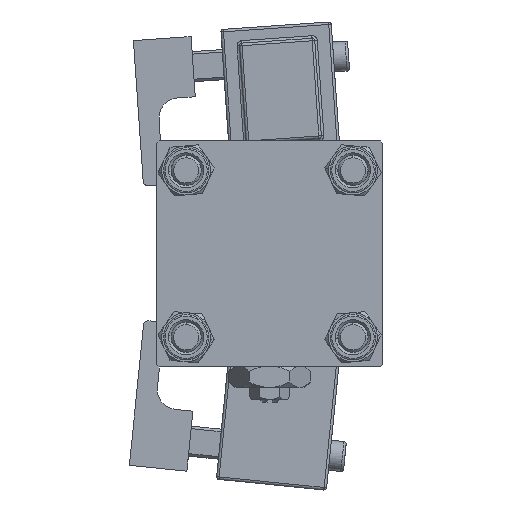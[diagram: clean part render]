
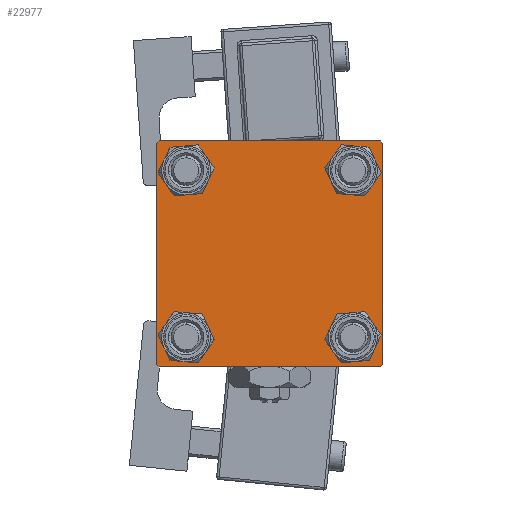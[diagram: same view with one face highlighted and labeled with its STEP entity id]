
A CAD part, left-side view. The second image highlights one B-rep face of the part: STEP entity #22977.
In plain terms, the highlighted planar face has unit normal (-1, 0, 0).
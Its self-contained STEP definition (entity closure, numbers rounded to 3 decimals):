
#1878 = VERTEX_POINT ( 'NONE', #60933 ) ;
#2633 = AXIS2_PLACEMENT_3D ( 'NONE', #6144, #31011, #39766 ) ;
#2690 = EDGE_LOOP ( 'NONE', ( #9804, #56493 ) ) ;
#3428 = AXIS2_PLACEMENT_3D ( 'NONE', #11411, #20142, #5929 ) ;
#3620 = DIRECTION ( 'NONE',  ( 0., -0.707, -0.707 ) ) ;
#4878 = EDGE_CURVE ( 'NONE', #31884, #57212, #14088, .T. ) ;
#5360 = VERTEX_POINT ( 'NONE', #27595 ) ;
#5621 = LINE ( 'NONE', #31443, #36544 ) ;
#5678 = DIRECTION ( 'NONE',  ( 0., 0.707, 0.707 ) ) ;
#5793 = DIRECTION ( 'NONE',  ( 0., -1., 0. ) ) ;
#5929 = DIRECTION ( 'NONE',  ( 0., 0., 1. ) ) ;
#6144 = CARTESIAN_POINT ( 'NONE',  ( 0., 16.6, -16.6 ) ) ;
#6151 = CARTESIAN_POINT ( 'NONE',  ( 0., 16.6, 16.6 ) ) ;
#6927 = EDGE_LOOP ( 'NONE', ( #7049, #48097 ) ) ;
#7049 = ORIENTED_EDGE ( 'NONE', *, *, #39335, .T. ) ;
#7307 = CARTESIAN_POINT ( 'NONE',  ( 0., 22.5, -22. ) ) ;
#7824 = AXIS2_PLACEMENT_3D ( 'NONE', #6151, #44927, #39770 ) ;
#9145 = CARTESIAN_POINT ( 'NONE',  ( 0., -22.25, -22.25 ) ) ;
#9261 = VECTOR ( 'NONE', #63113, 1000. ) ;
#9804 = ORIENTED_EDGE ( 'NONE', *, *, #19393, .T. ) ;
#10096 = DIRECTION ( 'NONE',  ( 1., 0., 0. ) ) ;
#10613 = DIRECTION ( 'NONE',  ( 1., 0., 0. ) ) ;
#11411 = CARTESIAN_POINT ( 'NONE',  ( 0., -16.6, -16.6 ) ) ;
#11914 = FACE_BOUND ( 'NONE', #2690, .T. ) ;
#12213 = CARTESIAN_POINT ( 'NONE',  ( 0., -16.6, -13.1 ) ) ;
#12571 = CARTESIAN_POINT ( 'NONE',  ( 0., 0., 0. ) ) ;
#13119 = EDGE_CURVE ( 'NONE', #13739, #42295, #61681, .T. ) ;
#13605 = CARTESIAN_POINT ( 'NONE',  ( 0., -16.6, 16.6 ) ) ;
#13739 = VERTEX_POINT ( 'NONE', #26250 ) ;
#14088 = CIRCLE ( 'NONE', #15113, 3.5 ) ;
#14323 = VECTOR ( 'NONE', #46277, 1000. ) ;
#14659 = EDGE_CURVE ( 'NONE', #5360, #18833, #28547, .T. ) ;
#14943 = EDGE_CURVE ( 'NONE', #20381, #57309, #26235, .T. ) ;
#15113 = AXIS2_PLACEMENT_3D ( 'NONE', #33240, #52944, #43262 ) ;
#16049 = AXIS2_PLACEMENT_3D ( 'NONE', #12571, #18596, #36495 ) ;
#16076 = CIRCLE ( 'NONE', #7824, 3.5 ) ;
#16616 = ORIENTED_EDGE ( 'NONE', *, *, #45129, .T. ) ;
#16745 = CARTESIAN_POINT ( 'NONE',  ( 0., 22., -22.5 ) ) ;
#16857 = CARTESIAN_POINT ( 'NONE',  ( 0., -22.5, 22.5 ) ) ;
#16910 = ORIENTED_EDGE ( 'NONE', *, *, #18413, .T. ) ;
#17970 = EDGE_CURVE ( 'NONE', #18833, #57414, #29150, .T. ) ;
#18182 = ORIENTED_EDGE ( 'NONE', *, *, #27375, .T. ) ;
#18323 = CARTESIAN_POINT ( 'NONE',  ( 0., -16.6, 13.1 ) ) ;
#18413 = EDGE_CURVE ( 'NONE', #57414, #48673, #29381, .T. ) ;
#18596 = DIRECTION ( 'NONE',  ( -1., 0., 0. ) ) ;
#18759 = DIRECTION ( 'NONE',  ( 0., 0., 1. ) ) ;
#18833 = VERTEX_POINT ( 'NONE', #7307 ) ;
#19273 = CARTESIAN_POINT ( 'NONE',  ( 0., -22.25, 22.25 ) ) ;
#19393 = EDGE_CURVE ( 'NONE', #30480, #27657, #48906, .T. ) ;
#20099 = EDGE_CURVE ( 'NONE', #48214, #5360, #5621, .T. ) ;
#20142 = DIRECTION ( 'NONE',  ( 1., 0., 0. ) ) ;
#20189 = CIRCLE ( 'NONE', #2633, 3.5 ) ;
#20368 = ORIENTED_EDGE ( 'NONE', *, *, #38807, .T. ) ;
#20381 = VERTEX_POINT ( 'NONE', #31373 ) ;
#20575 = EDGE_LOOP ( 'NONE', ( #38454, #22262 ) ) ;
#22262 = ORIENTED_EDGE ( 'NONE', *, *, #4878, .T. ) ;
#22570 = FACE_BOUND ( 'NONE', #24732, .T. ) ;
#22977 = ADVANCED_FACE ( 'NONE', ( #22570, #11914, #46811, #61677, #37138 ), #42300, .T. ) ;
#23994 = ORIENTED_EDGE ( 'NONE', *, *, #57489, .F. ) ;
#24732 = EDGE_LOOP ( 'NONE', ( #38645, #18182 ) ) ;
#25036 = DIRECTION ( 'NONE',  ( 1., 0., 0. ) ) ;
#25708 = CARTESIAN_POINT ( 'NONE',  ( 0., 22., 22.5 ) ) ;
#26027 = VERTEX_POINT ( 'NONE', #42953 ) ;
#26235 = LINE ( 'NONE', #16857, #14323 ) ;
#26250 = CARTESIAN_POINT ( 'NONE',  ( 0., -16.6, 20.1 ) ) ;
#27375 = EDGE_CURVE ( 'NONE', #42295, #13739, #42891, .T. ) ;
#27466 = EDGE_CURVE ( 'NONE', #26027, #1878, #20189, .T. ) ;
#27595 = CARTESIAN_POINT ( 'NONE',  ( 0., 22.5, 22. ) ) ;
#27657 = VERTEX_POINT ( 'NONE', #28366 ) ;
#27841 = AXIS2_PLACEMENT_3D ( 'NONE', #59299, #25036, #54460 ) ;
#27919 = DIRECTION ( 'NONE',  ( 0., 0., -1. ) ) ;
#28366 = CARTESIAN_POINT ( 'NONE',  ( 0., -16.6, -20.1 ) ) ;
#28547 = LINE ( 'NONE', #37315, #43244 ) ;
#28668 = DIRECTION ( 'NONE',  ( 0., -1., 0. ) ) ;
#28949 = VECTOR ( 'NONE', #5678, 1000. ) ;
#29150 = LINE ( 'NONE', #47902, #38529 ) ;
#29381 = LINE ( 'NONE', #34574, #50951 ) ;
#29499 = AXIS2_PLACEMENT_3D ( 'NONE', #13605, #63043, #18759 ) ;
#30480 = VERTEX_POINT ( 'NONE', #12213 ) ;
#31011 = DIRECTION ( 'NONE',  ( 1., 0., 0. ) ) ;
#31373 = CARTESIAN_POINT ( 'NONE',  ( 0., -22.5, 22. ) ) ;
#31443 = CARTESIAN_POINT ( 'NONE',  ( 0., 22.25, 22.25 ) ) ;
#31766 = VECTOR ( 'NONE', #28668, 1000. ) ;
#31884 = VERTEX_POINT ( 'NONE', #51120 ) ;
#32763 = ORIENTED_EDGE ( 'NONE', *, *, #14943, .F. ) ;
#33240 = CARTESIAN_POINT ( 'NONE',  ( 0., 16.6, 16.6 ) ) ;
#33713 = LINE ( 'NONE', #9145, #9261 ) ;
#33836 = AXIS2_PLACEMENT_3D ( 'NONE', #59209, #10096, #49512 ) ;
#34189 = ORIENTED_EDGE ( 'NONE', *, *, #14659, .T. ) ;
#34574 = CARTESIAN_POINT ( 'NONE',  ( 0., 22.5, -22.5 ) ) ;
#36116 = CIRCLE ( 'NONE', #27841, 3.5 ) ;
#36495 = DIRECTION ( 'NONE',  ( 0., 0., 1. ) ) ;
#36544 = VECTOR ( 'NONE', #40525, 1000. ) ;
#37138 = FACE_OUTER_BOUND ( 'NONE', #49604, .T. ) ;
#37315 = CARTESIAN_POINT ( 'NONE',  ( 0., 22.5, 22.5 ) ) ;
#37403 = VERTEX_POINT ( 'NONE', #63891 ) ;
#37817 = CARTESIAN_POINT ( 'NONE',  ( 0., -22.5, -22. ) ) ;
#38138 = CARTESIAN_POINT ( 'NONE',  ( 0., 16.6, 20.1 ) ) ;
#38282 = AXIS2_PLACEMENT_3D ( 'NONE', #40659, #10613, #60054 ) ;
#38454 = ORIENTED_EDGE ( 'NONE', *, *, #51699, .T. ) ;
#38529 = VECTOR ( 'NONE', #3620, 1000. ) ;
#38645 = ORIENTED_EDGE ( 'NONE', *, *, #13119, .T. ) ;
#38807 = EDGE_CURVE ( 'NONE', #48673, #57309, #33713, .T. ) ;
#39335 = EDGE_CURVE ( 'NONE', #1878, #26027, #36116, .T. ) ;
#39766 = DIRECTION ( 'NONE',  ( 0., 0., 1. ) ) ;
#39770 = DIRECTION ( 'NONE',  ( 0., 0., 1. ) ) ;
#39989 = ORIENTED_EDGE ( 'NONE', *, *, #20099, .T. ) ;
#40525 = DIRECTION ( 'NONE',  ( 0., 0.707, -0.707 ) ) ;
#40659 = CARTESIAN_POINT ( 'NONE',  ( 0., -16.6, -16.6 ) ) ;
#42295 = VERTEX_POINT ( 'NONE', #18323 ) ;
#42300 = PLANE ( 'NONE',  #16049 ) ;
#42891 = CIRCLE ( 'NONE', #29499, 3.5 ) ;
#42953 = CARTESIAN_POINT ( 'NONE',  ( 0., 16.6, -20.1 ) ) ;
#43244 = VECTOR ( 'NONE', #27919, 1000. ) ;
#43262 = DIRECTION ( 'NONE',  ( 0., 0., 1. ) ) ;
#43553 = LINE ( 'NONE', #48395, #31766 ) ;
#44927 = DIRECTION ( 'NONE',  ( 1., 0., 0. ) ) ;
#45129 = EDGE_CURVE ( 'NONE', #20381, #37403, #53861, .T. ) ;
#46277 = DIRECTION ( 'NONE',  ( 0., 0., -1. ) ) ;
#46811 = FACE_BOUND ( 'NONE', #6927, .T. ) ;
#47902 = CARTESIAN_POINT ( 'NONE',  ( 0., 22.25, -22.25 ) ) ;
#48097 = ORIENTED_EDGE ( 'NONE', *, *, #27466, .T. ) ;
#48214 = VERTEX_POINT ( 'NONE', #25708 ) ;
#48395 = CARTESIAN_POINT ( 'NONE',  ( 0., 22.5, 22.5 ) ) ;
#48673 = VERTEX_POINT ( 'NONE', #60852 ) ;
#48906 = CIRCLE ( 'NONE', #3428, 3.5 ) ;
#49512 = DIRECTION ( 'NONE',  ( 0., 0., 1. ) ) ;
#49604 = EDGE_LOOP ( 'NONE', ( #34189, #56569, #16910, #20368, #32763, #16616, #23994, #39989 ) ) ;
#50951 = VECTOR ( 'NONE', #5793, 1000. ) ;
#51120 = CARTESIAN_POINT ( 'NONE',  ( 0., 16.6, 13.1 ) ) ;
#51699 = EDGE_CURVE ( 'NONE', #57212, #31884, #16076, .T. ) ;
#52944 = DIRECTION ( 'NONE',  ( 1., 0., 0. ) ) ;
#53861 = LINE ( 'NONE', #19273, #28949 ) ;
#54460 = DIRECTION ( 'NONE',  ( 0., 0., 1. ) ) ;
#55805 = CIRCLE ( 'NONE', #38282, 3.5 ) ;
#56493 = ORIENTED_EDGE ( 'NONE', *, *, #63523, .T. ) ;
#56569 = ORIENTED_EDGE ( 'NONE', *, *, #17970, .T. ) ;
#57212 = VERTEX_POINT ( 'NONE', #38138 ) ;
#57309 = VERTEX_POINT ( 'NONE', #37817 ) ;
#57414 = VERTEX_POINT ( 'NONE', #16745 ) ;
#57489 = EDGE_CURVE ( 'NONE', #48214, #37403, #43553, .T. ) ;
#59209 = CARTESIAN_POINT ( 'NONE',  ( 0., -16.6, 16.6 ) ) ;
#59299 = CARTESIAN_POINT ( 'NONE',  ( 0., 16.6, -16.6 ) ) ;
#60054 = DIRECTION ( 'NONE',  ( 0., 0., 1. ) ) ;
#60852 = CARTESIAN_POINT ( 'NONE',  ( 0., -22., -22.5 ) ) ;
#60933 = CARTESIAN_POINT ( 'NONE',  ( 0., 16.6, -13.1 ) ) ;
#61677 = FACE_BOUND ( 'NONE', #20575, .T. ) ;
#61681 = CIRCLE ( 'NONE', #33836, 3.5 ) ;
#63043 = DIRECTION ( 'NONE',  ( 1., 0., 0. ) ) ;
#63113 = DIRECTION ( 'NONE',  ( 0., -0.707, 0.707 ) ) ;
#63523 = EDGE_CURVE ( 'NONE', #27657, #30480, #55805, .T. ) ;
#63891 = CARTESIAN_POINT ( 'NONE',  ( 0., -22., 22.5 ) ) ;
